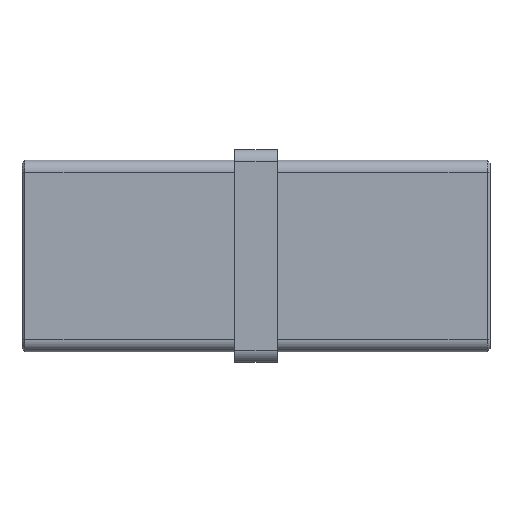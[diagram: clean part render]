
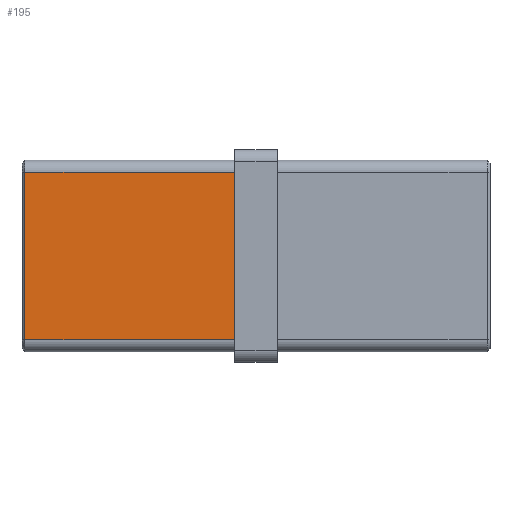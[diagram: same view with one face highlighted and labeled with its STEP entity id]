
A CAD part, left-side view. The second image highlights one B-rep face of the part: STEP entity #195.
In plain terms, the highlighted planar face has unit normal (-1, 0, 0).
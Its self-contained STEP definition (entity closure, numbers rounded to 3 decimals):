
#99=FACE_OUTER_BOUND('',#460,.T.);
#195=ADVANCED_FACE('',(#99),#286,.T.);
#286=PLANE('',#1839);
#460=EDGE_LOOP('',(#630,#631,#632,#633));
#630=ORIENTED_EDGE('',*,*,#1270,.T.);
#631=ORIENTED_EDGE('',*,*,#1271,.T.);
#632=ORIENTED_EDGE('',*,*,#1266,.T.);
#633=ORIENTED_EDGE('',*,*,#1272,.F.);
#1090=VERTEX_POINT('',#5196);
#1091=VERTEX_POINT('',#5197);
#1094=VERTEX_POINT('',#5205);
#1095=VERTEX_POINT('',#5206);
#1266=EDGE_CURVE('',#1090,#1091,#1498,.T.);
#1270=EDGE_CURVE('',#1094,#1095,#1500,.T.);
#1271=EDGE_CURVE('',#1095,#1090,#1501,.T.);
#1272=EDGE_CURVE('',#1094,#1091,#1502,.T.);
#1498=LINE('',#5195,#1666);
#1500=LINE('',#5204,#1668);
#1501=LINE('',#5207,#1669);
#1502=LINE('',#5208,#1670);
#1666=VECTOR('',#2027,1.);
#1668=VECTOR('',#2035,1.);
#1669=VECTOR('',#2036,1.);
#1670=VECTOR('',#2037,1.);
#1839=AXIS2_PLACEMENT_3D('',#5209,#2038,#2039);
#2027=DIRECTION('',(0.,-1.,0.));
#2035=DIRECTION('',(0.,1.,0.));
#2036=DIRECTION('',(0.,0.,-1.));
#2037=DIRECTION('',(0.,0.,-1.));
#2038=DIRECTION('',(-1.,0.,0.));
#2039=DIRECTION('',(0.,0.,1.));
#5195=CARTESIAN_POINT('',(-13.5,-24.,3.2));
#5196=CARTESIAN_POINT('',(-13.5,-9.4,3.2));
#5197=CARTESIAN_POINT('',(-13.5,-39.,3.2));
#5204=CARTESIAN_POINT('',(-13.5,-24.,26.8));
#5205=CARTESIAN_POINT('',(-13.5,-39.,26.8));
#5206=CARTESIAN_POINT('',(-13.5,-9.4,26.8));
#5207=CARTESIAN_POINT('',(-13.5,-9.4,0.));
#5208=CARTESIAN_POINT('',(-13.5,-39.,0.));
#5209=CARTESIAN_POINT('',(-13.5,-24.,0.));
